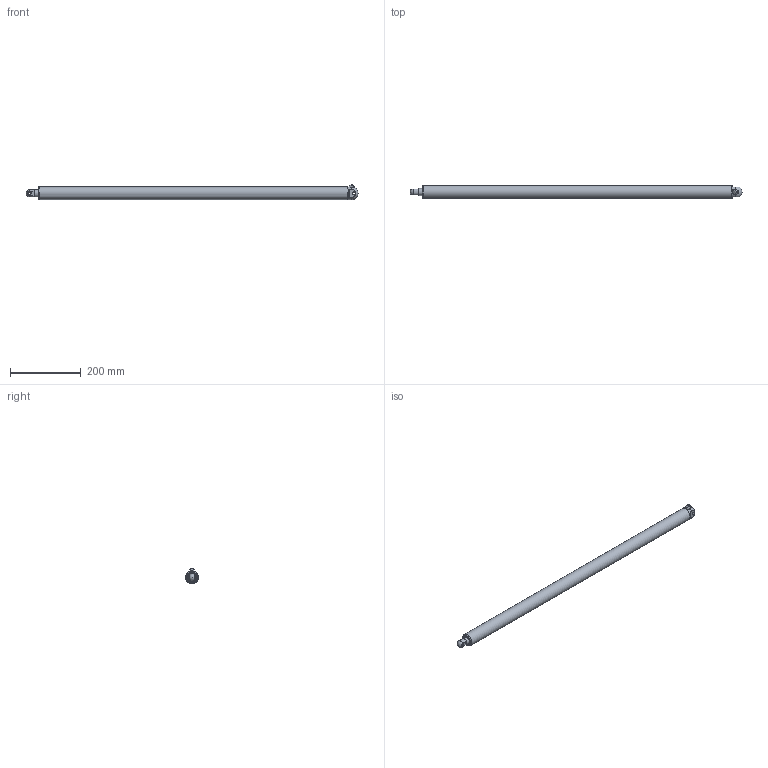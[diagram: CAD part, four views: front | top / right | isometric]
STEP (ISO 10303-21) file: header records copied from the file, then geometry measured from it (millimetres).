
FILE_DESCRIPTION(/* description */ (''),/* implementation_level */ '2;1');
FILE_NAME(/* name */ 'FA-BH36-XXX-12-24.step',/* time_stamp */ '2019-09-03T15:12:55-07:00',/* author */ (''),/* organization */ (''),/* preprocessor_version */ 'ST-DEVELOPER v18',/* originating_system */ 'Autodesk Translation Framework v8.6.0.1094',/* authorisation */ '');
FILE_SCHEMA (('AUTOMOTIVE_DESIGN { 1 0 10303 214 3 1 1 }'));
Length unit declared in the file: inch
Products named in the file (7): (Unsaved); Cylinder Shaft; Cylinder End Seal; Cylinder Rod End; Cylinder Clevis; Cylinder Body; Cylinder Seal Cap
Assembly tree (6 placements, depth 2):
  (Unsaved)
    Cylinder Shaft
    Cylinder End Seal
    Cylinder Rod End
    Cylinder Clevis
    Cylinder Body
    Cylinder Seal Cap
Bounding box: 937.14 x 36 x 43.73 mm (x, y, z)
Volume: 1089953.1 mm3; surface area: 146242.9 mm2
Topology: 6 solids, 6 shells, 58 faces, 142 edges, 97 vertices
Faces by surface type: plane 32, cylinder 14, cone 6, torus 4, sphere 2
Full cylindrical faces by diameter (mm): 8.15 x2, 19.9 x1, 20 x2, 24 x1, 28 x2, 35.9 x1, 36 x2
Entity records: 2157 total; most frequent: CARTESIAN_POINT 413, DIRECTION 353, ORIENTED_EDGE 280, AXIS2_PLACEMENT_3D 150, EDGE_CURVE 140, VERTEX_POINT 97, CIRCLE 74, EDGE_LOOP 69
